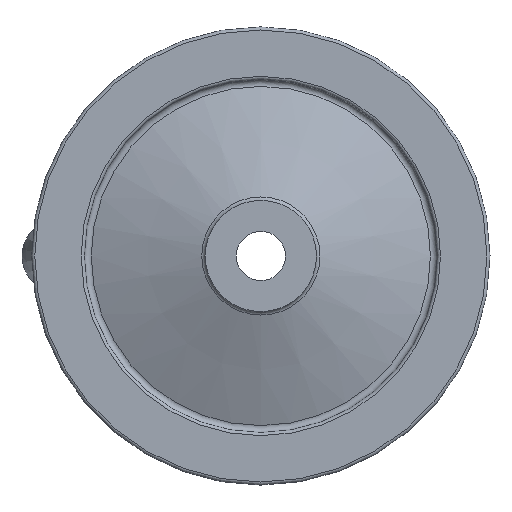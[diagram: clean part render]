
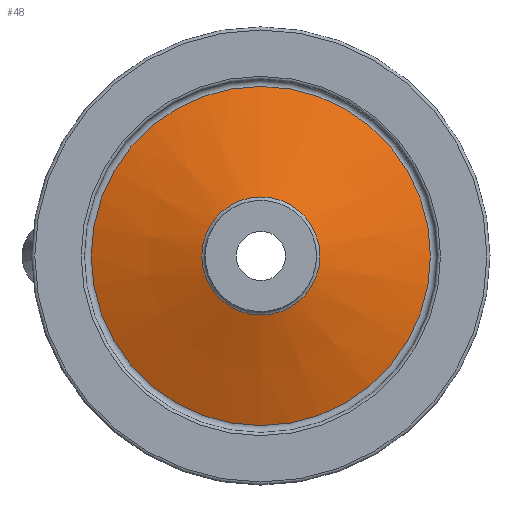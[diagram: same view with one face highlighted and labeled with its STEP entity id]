
A CAD part, left-side view. The second image highlights one B-rep face of the part: STEP entity #48.
In plain terms, the highlighted conical face has half-angle 69.846 degrees and reference radius 18.038 mm.
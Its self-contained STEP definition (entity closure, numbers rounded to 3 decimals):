
#48 = ADVANCED_FACE( '', ( #113, #114 ), #115, .T. );
#113 = FACE_OUTER_BOUND( '', #217, .T. );
#114 = FACE_BOUND( '', #218, .T. );
#115 = CONICAL_SURFACE( '', #219, 18.038, 1.219 );
#217 = EDGE_LOOP( '', ( #349 ) );
#218 = EDGE_LOOP( '', ( #350 ) );
#219 = AXIS2_PLACEMENT_3D( '', #351, #352, #353 );
#349 = ORIENTED_EDGE( '', *, *, #491, .F. );
#350 = ORIENTED_EDGE( '', *, *, #492, .T. );
#351 = CARTESIAN_POINT( '', ( 11.899, 0., 0. ) );
#352 = DIRECTION( '', ( 1., 0., 0. ) );
#353 = DIRECTION( '', ( 0., 0., -1. ) );
#491 = EDGE_CURVE( '', #540, #540, #541, .T. );
#492 = EDGE_CURVE( '', #542, #542, #543, .T. );
#540 = VERTEX_POINT( '', #612 );
#541 = CIRCLE( '', #613, 51.806 );
#542 = VERTEX_POINT( '', #614 );
#543 = CIRCLE( '', #615, 18.038 );
#612 = CARTESIAN_POINT( '', ( 24.292, 0., -51.806 ) );
#613 = AXIS2_PLACEMENT_3D( '', #683, #684, #685 );
#614 = CARTESIAN_POINT( '', ( 11.899, 0., -18.038 ) );
#615 = AXIS2_PLACEMENT_3D( '', #686, #687, #688 );
#683 = CARTESIAN_POINT( '', ( 24.292, 0., 0. ) );
#684 = DIRECTION( '', ( 1., 0., 0. ) );
#685 = DIRECTION( '', ( 0., 0., -1. ) );
#686 = CARTESIAN_POINT( '', ( 11.899, 0., 0. ) );
#687 = DIRECTION( '', ( 1., 0., 0. ) );
#688 = DIRECTION( '', ( 0., 0., -1. ) );
